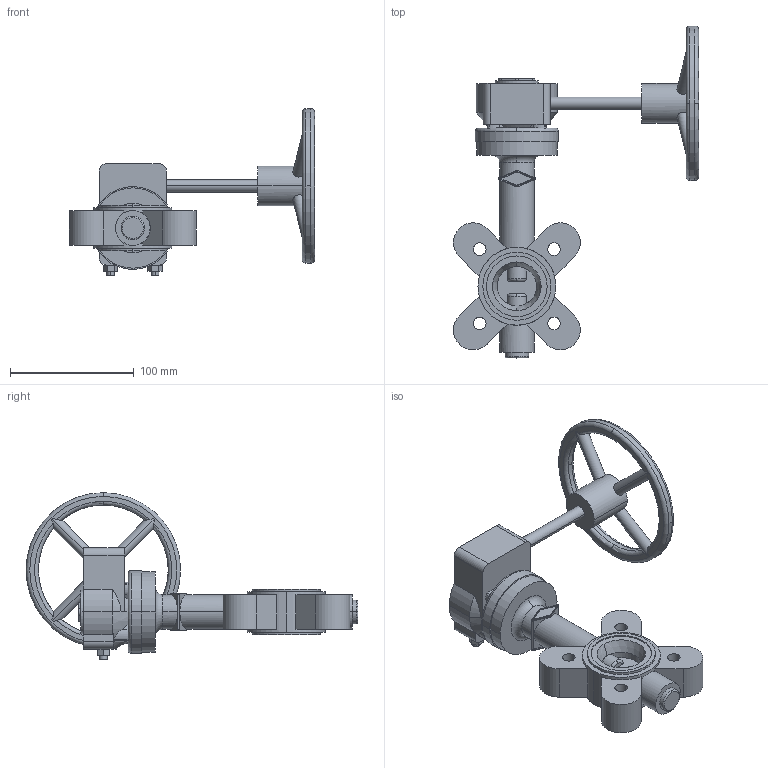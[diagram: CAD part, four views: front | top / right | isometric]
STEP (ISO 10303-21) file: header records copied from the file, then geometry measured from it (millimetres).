
FILE_DESCRIPTION( ( '' ), '1' );
FILE_NAME( 'c000006646.stp', '2017-03-14T10:55:13', ( '' ), ( '' ), ' ', ' ', ' ' );
FILE_SCHEMA( ( 'CONFIG_CONTROL_DESIGN' ) );
Length unit declared in the file: millimetre
Products named in the file (2): 1; 2
Bounding box: 198.29 x 268.5 x 134.8 mm (x, y, z)
Volume: 572128.2 mm3; surface area: 97667.6 mm2
Topology: 2 solids, 2 shells, 255 faces, 703 edges, 468 vertices
Faces by surface type: plane 115, cylinder 102, torus 26, cone 12
Entity records: 9683 total; most frequent: CARTESIAN_POINT 2926, DIRECTION 1439, ORIENTED_EDGE 1406, EDGE_CURVE 703, AXIS2_PLACEMENT_3D 564, VERTEX_POINT 468, LINE 311, VECTOR 311
